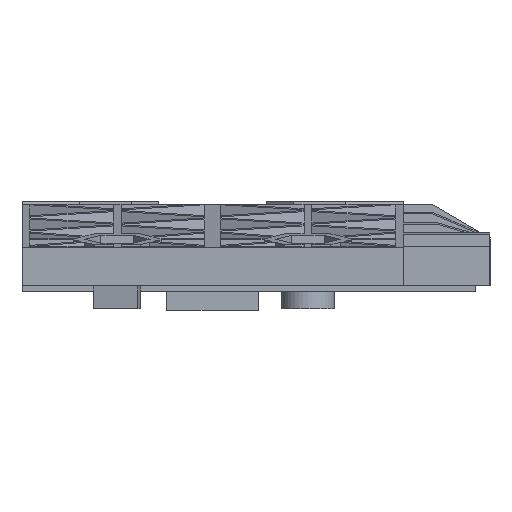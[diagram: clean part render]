
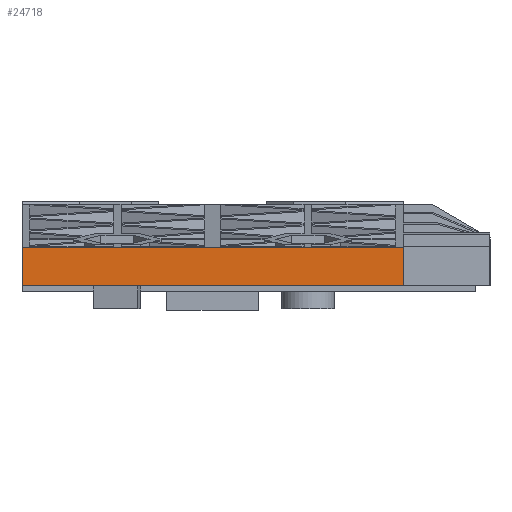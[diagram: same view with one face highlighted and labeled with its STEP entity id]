
A CAD part, left-side view. The second image highlights one B-rep face of the part: STEP entity #24718.
In plain terms, the highlighted planar face has unit normal (-1, 0, 0).
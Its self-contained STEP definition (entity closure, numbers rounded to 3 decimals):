
#54=DIRECTION('',(0.,0.,1.));
#55=VECTOR('',#54,5.);
#56=CARTESIAN_POINT('',(-47.,-25.,0.));
#57=LINE('',#56,#55);
#2678=DIRECTION('',(0.,0.,1.));
#2679=VECTOR('',#2678,5.);
#2680=CARTESIAN_POINT('',(-47.,25.,0.));
#2681=LINE('',#2680,#2679);
#7024=DIRECTION('',(0.,1.,0.));
#7025=VECTOR('',#7024,50.);
#7026=CARTESIAN_POINT('',(-47.,-25.,5.));
#7027=LINE('',#7026,#7025);
#8360=DIRECTION('',(0.,1.,0.));
#8361=VECTOR('',#8360,50.);
#8362=CARTESIAN_POINT('',(-47.,-25.,0.));
#8363=LINE('',#8362,#8361);
#9720=CARTESIAN_POINT('',(-47.,-25.,0.));
#9721=CARTESIAN_POINT('',(-47.,-25.,5.));
#9722=VERTEX_POINT('',#9720);
#9723=VERTEX_POINT('',#9721);
#9982=CARTESIAN_POINT('',(-47.,25.,0.));
#9983=CARTESIAN_POINT('',(-47.,25.,5.));
#9984=VERTEX_POINT('',#9982);
#9985=VERTEX_POINT('',#9983);
#24707=CARTESIAN_POINT('',(-47.,0.,0.));
#24708=DIRECTION('',(-1.,0.,0.));
#24709=DIRECTION('',(0.,0.,1.));
#24710=AXIS2_PLACEMENT_3D('',#24707,#24708,#24709);
#24711=PLANE('',#24710);
#24712=ORIENTED_EDGE('',*,*,#13176,.T.);
#24713=ORIENTED_EDGE('',*,*,#16120,.T.);
#24714=ORIENTED_EDGE('',*,*,#21634,.F.);
#24715=ORIENTED_EDGE('',*,*,#12955,.F.);
#24716=EDGE_LOOP('',(#24712,#24713,#24714,#24715));
#24717=FACE_OUTER_BOUND('',#24716,.F.);
#24718=ADVANCED_FACE('',(#24717),#24711,.T.);
#12955=EDGE_CURVE('',#9722,#9723,#57,.T.);
#13176=EDGE_CURVE('',#9722,#9984,#8363,.T.);
#16120=EDGE_CURVE('',#9984,#9985,#2681,.T.);
#21634=EDGE_CURVE('',#9723,#9985,#7027,.T.);
